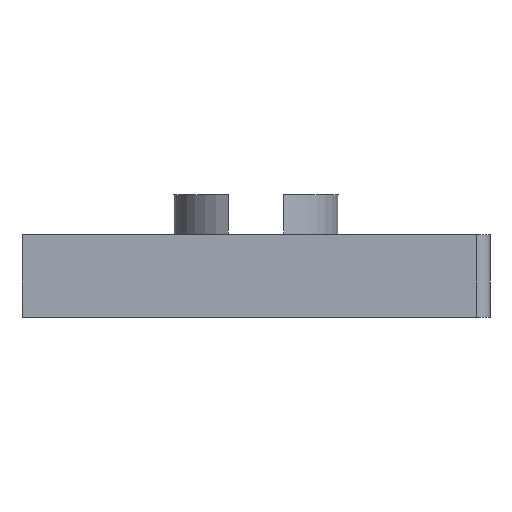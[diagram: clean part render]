
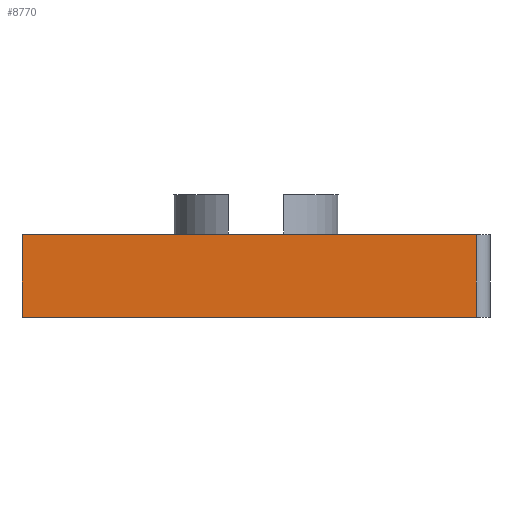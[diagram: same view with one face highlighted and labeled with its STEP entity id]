
A CAD part, front view. The second image highlights one B-rep face of the part: STEP entity #8770.
In plain terms, the highlighted planar face has unit normal (0, -1, 0).
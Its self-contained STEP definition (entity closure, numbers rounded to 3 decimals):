
#326=LINE('',#12705,#1496);
#339=LINE('',#12736,#1509);
#340=LINE('',#12739,#1510);
#341=LINE('',#12740,#1511);
#1496=VECTOR('',#10252,10.);
#1509=VECTOR('',#10283,10.);
#1510=VECTOR('',#10286,10.);
#1511=VECTOR('',#10287,10.);
#2530=PLANE('',#9359);
#3020=FACE_OUTER_BOUND('',#3546,.T.);
#3546=EDGE_LOOP('',(#6568,#6569,#6570,#6571));
#4257=VERTEX_POINT('',#12702);
#4258=VERTEX_POINT('',#12704);
#4267=VERTEX_POINT('',#12734);
#4268=VERTEX_POINT('',#12738);
#5136=EDGE_CURVE('',#4257,#4258,#326,.T.);
#5152=EDGE_CURVE('',#4267,#4257,#339,.T.);
#5153=EDGE_CURVE('',#4268,#4267,#340,.F.);
#5154=EDGE_CURVE('',#4258,#4268,#341,.F.);
#6568=ORIENTED_EDGE('',*,*,#5152,.F.);
#6569=ORIENTED_EDGE('',*,*,#5153,.F.);
#6570=ORIENTED_EDGE('',*,*,#5154,.F.);
#6571=ORIENTED_EDGE('',*,*,#5136,.F.);
#8770=ADVANCED_FACE('',(#3020),#2530,.F.);
#9359=AXIS2_PLACEMENT_3D('',#12737,#10284,#10285);
#10252=DIRECTION('',(-1.,0.,0.));
#10283=DIRECTION('',(0.,0.,-1.));
#10284=DIRECTION('center_axis',(0.,1.,0.));
#10285=DIRECTION('ref_axis',(-1.,0.,0.));
#10286=DIRECTION('',(-1.,0.,0.));
#10287=DIRECTION('',(0.,0.,-1.));
#12702=CARTESIAN_POINT('',(400.,-20.,-2.));
#12704=CARTESIAN_POINT('',(235.,-20.,-2.));
#12705=CARTESIAN_POINT('',(347.5,-20.,-2.));
#12734=CARTESIAN_POINT('',(400.,-20.,28.));
#12736=CARTESIAN_POINT('',(400.,-20.,0.));
#12737=CARTESIAN_POINT('Origin',(385.,-20.,0.));
#12738=CARTESIAN_POINT('',(235.,-20.,28.));
#12739=CARTESIAN_POINT('',(347.5,-20.,28.));
#12740=CARTESIAN_POINT('',(235.,-20.,0.));
